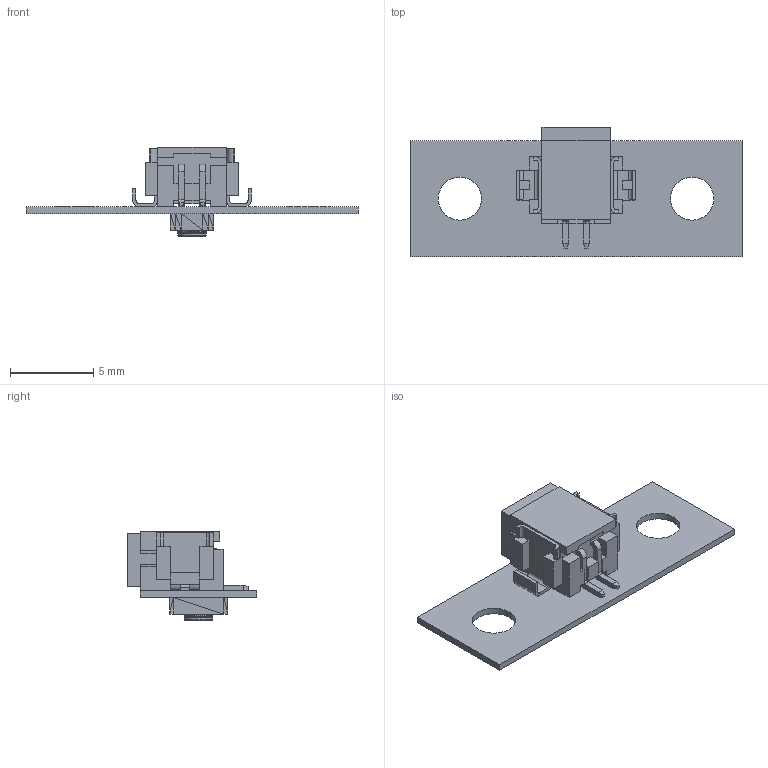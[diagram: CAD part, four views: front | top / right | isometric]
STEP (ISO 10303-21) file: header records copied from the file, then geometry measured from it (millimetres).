
FILE_DESCRIPTION(('Open CASCADE Model'),'2;1');
FILE_NAME('Open CASCADE Shape Model','2019-09-26T01:48:10',('Author'),( 'Open CASCADE'),'Open CASCADE STEP processor 6.8','Open CASCADE 6.8' ,'Unknown');
FILE_SCHEMA(('AUTOMOTIVE_DESIGN { 1 0 10303 214 1 1 1 1 }'));
Length unit declared in the file: millimetre
Products named in the file (9): PCB; Board; S1; PTS830GM140_SMTR_LFS_-_Pushbutton_v2; J1; DF13-2S-1.25C; 83X; DF13A-2P-1.25H; Ü*
Assembly tree (8 placements, depth 4):
  PCB
    Board
    S1
      PTS830GM140_SMTR_LFS_-_Pushbutton_v2
    J1
      DF13-2S-1.25C
        83X
      DF13A-2P-1.25H
  Ü*
Bounding box: 20 x 7.79 x 5.39 mm (x, y, z)
Volume: 137.5 mm3; surface area: 642.1 mm2
Topology: 4 solids, 4 shells, 2714 faces, 4488 edges, 1776 vertices
Faces by surface type: plane 2680, cylinder 34
Full cylindrical faces by diameter (mm): 2.6 x2
Entity records: 56997 total; most frequent: DIRECTION 10006, CARTESIAN_POINT 8987, ORIENTED_EDGE 8976, EDGE_CURVE 4488, LINE 4416, VECTOR 4416, AXIS2_PLACEMENT_3D 2795, FACE_BOUND 2728
